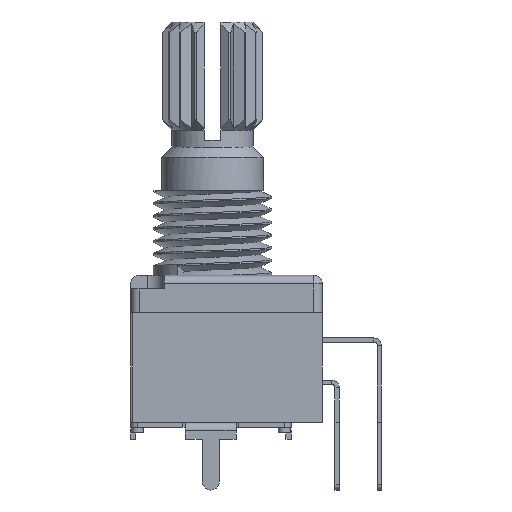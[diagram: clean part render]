
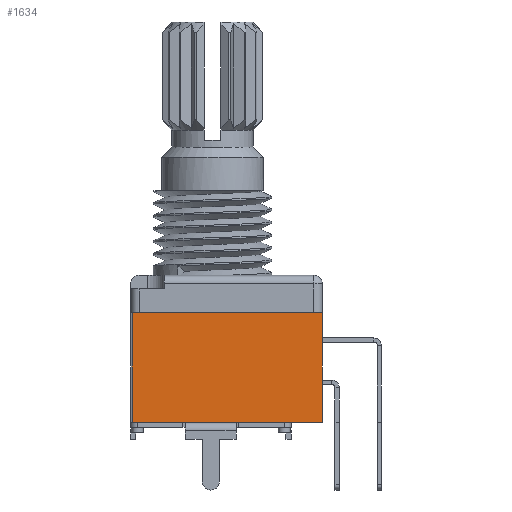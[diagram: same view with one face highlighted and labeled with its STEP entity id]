
A CAD part, left-side view. The second image highlights one B-rep face of the part: STEP entity #1634.
In plain terms, the highlighted planar face has unit normal (-1, 0, 0).
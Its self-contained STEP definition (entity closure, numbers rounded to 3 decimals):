
#1634 = ADVANCED_FACE('',(#1635),#1649,.F.);
#1635 = FACE_BOUND('',#1636,.T.);
#1636 = EDGE_LOOP('',(#1637,#1672,#1722,#1750));
#1637 = ORIENTED_EDGE('',*,*,#1638,.F.);
#1638 = EDGE_CURVE('',#1639,#1641,#1643,.T.);
#1639 = VERTEX_POINT('',#1640);
#1640 = CARTESIAN_POINT('',(-4.75,4.625,7.5
    ));
#1641 = VERTEX_POINT('',#1642);
#1642 = CARTESIAN_POINT('',(-4.75,-6.625,
    7.5));
#1643 = SURFACE_CURVE('',#1644,(#1648,#1660),.PCURVE_S1.);
#1644 = LINE('',#1645,#1646);
#1645 = CARTESIAN_POINT('',(-4.75,4.725,7.5
    ));
#1646 = VECTOR('',#1647,1.);
#1647 = DIRECTION('',(0.,-1.,0.));
#1648 = PCURVE('',#1649,#1654);
#1649 = PLANE('',#1650);
#1650 = AXIS2_PLACEMENT_3D('',#1651,#1652,#1653);
#1651 = CARTESIAN_POINT('',(-4.75,4.725,7.5
    ));
#1652 = DIRECTION('',(1.,0.,0.));
#1653 = DIRECTION('',(0.,1.,0.));
#1654 = DEFINITIONAL_REPRESENTATION('',(#1655),#1659);
#1655 = LINE('',#1656,#1657);
#1656 = CARTESIAN_POINT('',(0.,0.));
#1657 = VECTOR('',#1658,1.);
#1658 = DIRECTION('',(-1.,0.));
#1659 = ( GEOMETRIC_REPRESENTATION_CONTEXT(2) 
PARAMETRIC_REPRESENTATION_CONTEXT() REPRESENTATION_CONTEXT('2D SPACE',''
  ) );
#1660 = PCURVE('',#1661,#1666);
#1661 = PLANE('',#1662);
#1662 = AXIS2_PLACEMENT_3D('',#1663,#1664,#1665);
#1663 = CARTESIAN_POINT('',(0.,-0.95,
    7.5));
#1664 = DIRECTION('',(0.,0.,-1.));
#1665 = DIRECTION('',(0.,1.,0.));
#1666 = DEFINITIONAL_REPRESENTATION('',(#1667),#1671);
#1667 = LINE('',#1668,#1669);
#1668 = CARTESIAN_POINT('',(5.675,-4.75));
#1669 = VECTOR('',#1670,1.);
#1670 = DIRECTION('',(-1.,0.));
#1671 = ( GEOMETRIC_REPRESENTATION_CONTEXT(2) 
PARAMETRIC_REPRESENTATION_CONTEXT() REPRESENTATION_CONTEXT('2D SPACE',''
  ) );
#1672 = ORIENTED_EDGE('',*,*,#1673,.T.);
#1673 = EDGE_CURVE('',#1639,#1674,#1676,.T.);
#1674 = VERTEX_POINT('',#1675);
#1675 = CARTESIAN_POINT('',(-4.75,4.625,1.
    ));
#1676 = SURFACE_CURVE('',#1677,(#1681,#1688),.PCURVE_S1.);
#1677 = LINE('',#1678,#1679);
#1678 = CARTESIAN_POINT('',(-4.75,4.625,7.5
    ));
#1679 = VECTOR('',#1680,1.);
#1680 = DIRECTION('',(0.,0.,-1.));
#1681 = PCURVE('',#1649,#1682);
#1682 = DEFINITIONAL_REPRESENTATION('',(#1683),#1687);
#1683 = LINE('',#1684,#1685);
#1684 = CARTESIAN_POINT('',(-0.1,0.));
#1685 = VECTOR('',#1686,1.);
#1686 = DIRECTION('',(0.,-1.));
#1687 = ( GEOMETRIC_REPRESENTATION_CONTEXT(2) 
PARAMETRIC_REPRESENTATION_CONTEXT() REPRESENTATION_CONTEXT('2D SPACE',''
  ) );
#1688 = PCURVE('',#1689,#1694);
#1689 = CYLINDRICAL_SURFACE('',#1690,0.1);
#1690 = AXIS2_PLACEMENT_3D('',#1691,#1692,#1693);
#1691 = CARTESIAN_POINT('',(-4.65,4.625,7.5
    ));
#1692 = DIRECTION('',(0.,0.,-1.));
#1693 = DIRECTION('',(0.,1.,0.));
#1694 = DEFINITIONAL_REPRESENTATION('',(#1695),#1721);
#1695 = B_SPLINE_CURVE_WITH_KNOTS('',3,(#1696,#1697,#1698,#1699,#1700,
    #1701,#1702,#1703,#1704,#1705,#1706,#1707,#1708,#1709,#1710,#1711,
    #1712,#1713,#1714,#1715,#1716,#1717,#1718,#1719,#1720),
  .UNSPECIFIED.,.F.,.F.,(4,1,1,1,1,1,1,1,1,1,1,1,1,1,1,1,1,1,1,1,1,1,4),
  (0.,0.295,0.591,0.886,1.182,
    1.477,1.773,2.068,2.364,
    2.659,2.955,3.25,3.545,3.841,
    4.136,4.432,4.727,5.023,
    5.318,5.614,5.909,6.205,6.5),
  .QUASI_UNIFORM_KNOTS.);
#1696 = CARTESIAN_POINT('',(4.712,0.));
#1697 = CARTESIAN_POINT('',(4.712,0.098));
#1698 = CARTESIAN_POINT('',(4.712,0.295));
#1699 = CARTESIAN_POINT('',(4.712,0.591));
#1700 = CARTESIAN_POINT('',(4.712,0.886));
#1701 = CARTESIAN_POINT('',(4.712,1.182));
#1702 = CARTESIAN_POINT('',(4.712,1.477));
#1703 = CARTESIAN_POINT('',(4.712,1.773));
#1704 = CARTESIAN_POINT('',(4.712,2.068));
#1705 = CARTESIAN_POINT('',(4.712,2.364));
#1706 = CARTESIAN_POINT('',(4.712,2.659));
#1707 = CARTESIAN_POINT('',(4.712,2.955));
#1708 = CARTESIAN_POINT('',(4.712,3.25));
#1709 = CARTESIAN_POINT('',(4.712,3.545));
#1710 = CARTESIAN_POINT('',(4.712,3.841));
#1711 = CARTESIAN_POINT('',(4.712,4.136));
#1712 = CARTESIAN_POINT('',(4.712,4.432));
#1713 = CARTESIAN_POINT('',(4.712,4.727));
#1714 = CARTESIAN_POINT('',(4.712,5.023));
#1715 = CARTESIAN_POINT('',(4.712,5.318));
#1716 = CARTESIAN_POINT('',(4.712,5.614));
#1717 = CARTESIAN_POINT('',(4.712,5.909));
#1718 = CARTESIAN_POINT('',(4.712,6.205));
#1719 = CARTESIAN_POINT('',(4.712,6.402));
#1720 = CARTESIAN_POINT('',(4.712,6.5));
#1721 = ( GEOMETRIC_REPRESENTATION_CONTEXT(2) 
PARAMETRIC_REPRESENTATION_CONTEXT() REPRESENTATION_CONTEXT('2D SPACE',''
  ) );
#1722 = ORIENTED_EDGE('',*,*,#1723,.T.);
#1723 = EDGE_CURVE('',#1674,#1724,#1726,.T.);
#1724 = VERTEX_POINT('',#1725);
#1725 = CARTESIAN_POINT('',(-4.75,-6.625,
    1.));
#1726 = SURFACE_CURVE('',#1727,(#1731,#1738),.PCURVE_S1.);
#1727 = LINE('',#1728,#1729);
#1728 = CARTESIAN_POINT('',(-4.75,4.725,1.
    ));
#1729 = VECTOR('',#1730,1.);
#1730 = DIRECTION('',(0.,-1.,0.));
#1731 = PCURVE('',#1649,#1732);
#1732 = DEFINITIONAL_REPRESENTATION('',(#1733),#1737);
#1733 = LINE('',#1734,#1735);
#1734 = CARTESIAN_POINT('',(0.,-6.5));
#1735 = VECTOR('',#1736,1.);
#1736 = DIRECTION('',(-1.,0.));
#1737 = ( GEOMETRIC_REPRESENTATION_CONTEXT(2) 
PARAMETRIC_REPRESENTATION_CONTEXT() REPRESENTATION_CONTEXT('2D SPACE',''
  ) );
#1738 = PCURVE('',#1739,#1744);
#1739 = PLANE('',#1740);
#1740 = AXIS2_PLACEMENT_3D('',#1741,#1742,#1743);
#1741 = CARTESIAN_POINT('',(0.,-0.95,
    1.));
#1742 = DIRECTION('',(0.,0.,-1.));
#1743 = DIRECTION('',(0.,1.,0.));
#1744 = DEFINITIONAL_REPRESENTATION('',(#1745),#1749);
#1745 = LINE('',#1746,#1747);
#1746 = CARTESIAN_POINT('',(5.675,-4.75));
#1747 = VECTOR('',#1748,1.);
#1748 = DIRECTION('',(-1.,0.));
#1749 = ( GEOMETRIC_REPRESENTATION_CONTEXT(2) 
PARAMETRIC_REPRESENTATION_CONTEXT() REPRESENTATION_CONTEXT('2D SPACE',''
  ) );
#1750 = ORIENTED_EDGE('',*,*,#1751,.F.);
#1751 = EDGE_CURVE('',#1641,#1724,#1752,.T.);
#1752 = SURFACE_CURVE('',#1753,(#1757,#1764),.PCURVE_S1.);
#1753 = LINE('',#1754,#1755);
#1754 = CARTESIAN_POINT('',(-4.75,-6.625,
    7.5));
#1755 = VECTOR('',#1756,1.);
#1756 = DIRECTION('',(0.,0.,-1.));
#1757 = PCURVE('',#1649,#1758);
#1758 = DEFINITIONAL_REPRESENTATION('',(#1759),#1763);
#1759 = LINE('',#1760,#1761);
#1760 = CARTESIAN_POINT('',(-11.35,0.));
#1761 = VECTOR('',#1762,1.);
#1762 = DIRECTION('',(0.,-1.));
#1763 = ( GEOMETRIC_REPRESENTATION_CONTEXT(2) 
PARAMETRIC_REPRESENTATION_CONTEXT() REPRESENTATION_CONTEXT('2D SPACE',''
  ) );
#1764 = PCURVE('',#1765,#1770);
#1765 = PLANE('',#1766);
#1766 = AXIS2_PLACEMENT_3D('',#1767,#1768,#1769);
#1767 = CARTESIAN_POINT('',(4.75,-6.625,7.5
    ));
#1768 = DIRECTION('',(0.,1.,0.));
#1769 = DIRECTION('',(-1.,0.,0.));
#1770 = DEFINITIONAL_REPRESENTATION('',(#1771),#1775);
#1771 = LINE('',#1772,#1773);
#1772 = CARTESIAN_POINT('',(9.5,0.));
#1773 = VECTOR('',#1774,1.);
#1774 = DIRECTION('',(0.,-1.));
#1775 = ( GEOMETRIC_REPRESENTATION_CONTEXT(2) 
PARAMETRIC_REPRESENTATION_CONTEXT() REPRESENTATION_CONTEXT('2D SPACE',''
  ) );
